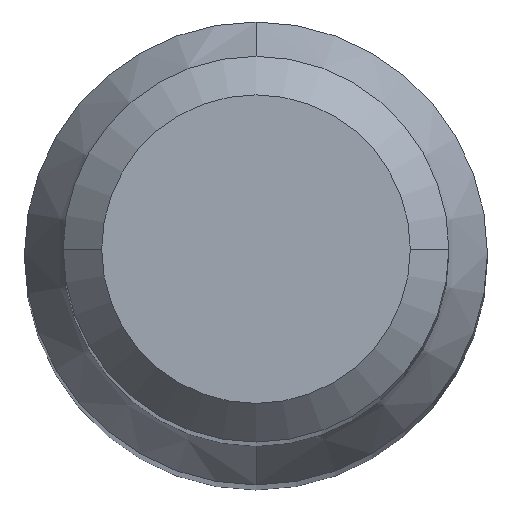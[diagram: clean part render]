
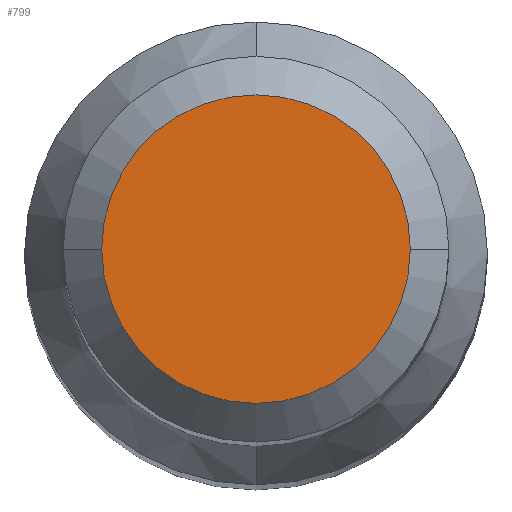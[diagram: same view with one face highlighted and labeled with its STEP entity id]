
A CAD part, top view. The second image highlights one B-rep face of the part: STEP entity #799.
In plain terms, the highlighted planar face has unit normal (0, 0, 1).
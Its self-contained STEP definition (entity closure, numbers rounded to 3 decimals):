
#73 = VERTEX_POINT ( 'NONE', #7836 ) ;
#799 = ADVANCED_FACE ( 'NONE', ( #13637 ), #14643, .T. ) ;
#2196 = DIRECTION ( 'NONE',  ( 0., 0., 1. ) ) ;
#2296 = CARTESIAN_POINT ( 'NONE',  ( 0., 0., 70. ) ) ;
#3963 = CARTESIAN_POINT ( 'NONE',  ( -2., 0., 70. ) ) ;
#5546 = ORIENTED_EDGE ( 'NONE', *, *, #13577, .T. ) ;
#5672 = EDGE_LOOP ( 'NONE', ( #5546, #13380 ) ) ;
#6188 = AXIS2_PLACEMENT_3D ( 'NONE', #6712, #2196, #10078 ) ;
#6301 = CIRCLE ( 'NONE', #10185, 2. ) ;
#6618 = CARTESIAN_POINT ( 'NONE',  ( 0., 0., 70. ) ) ;
#6712 = CARTESIAN_POINT ( 'NONE',  ( 0., 0., 70. ) ) ;
#7362 = DIRECTION ( 'NONE',  ( 0., 0., 1. ) ) ;
#7836 = CARTESIAN_POINT ( 'NONE',  ( 2., 0., 70. ) ) ;
#7877 = DIRECTION ( 'NONE',  ( 1., 0., 0. ) ) ;
#8563 = EDGE_CURVE ( 'NONE', #73, #14447, #6301, .T. ) ;
#9088 = DIRECTION ( 'NONE',  ( 0., 0., 1. ) ) ;
#9162 = AXIS2_PLACEMENT_3D ( 'NONE', #2296, #9088, #13523 ) ;
#10078 = DIRECTION ( 'NONE',  ( 1., 0., 0. ) ) ;
#10185 = AXIS2_PLACEMENT_3D ( 'NONE', #6618, #7362, #7877 ) ;
#13103 = CIRCLE ( 'NONE', #9162, 2. ) ;
#13380 = ORIENTED_EDGE ( 'NONE', *, *, #8563, .T. ) ;
#13523 = DIRECTION ( 'NONE',  ( 1., 0., 0. ) ) ;
#13577 = EDGE_CURVE ( 'NONE', #14447, #73, #13103, .T. ) ;
#13637 = FACE_OUTER_BOUND ( 'NONE', #5672, .T. ) ;
#14447 = VERTEX_POINT ( 'NONE', #3963 ) ;
#14643 = PLANE ( 'NONE',  #6188 ) ;
